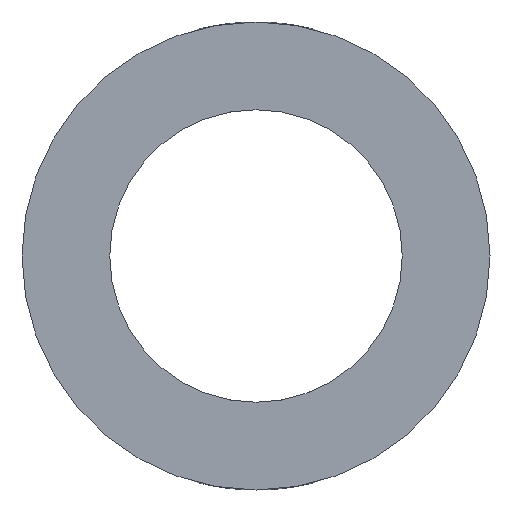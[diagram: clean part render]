
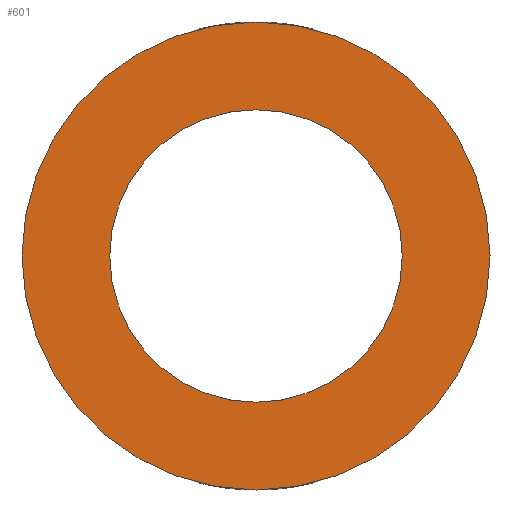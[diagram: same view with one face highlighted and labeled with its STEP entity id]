
A CAD part, front view. The second image highlights one B-rep face of the part: STEP entity #601.
In plain terms, the highlighted planar face has unit normal (0, -1, 0).
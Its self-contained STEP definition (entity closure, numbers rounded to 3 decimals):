
#7 = DIRECTION ( 'NONE',  ( 0., 0., 1. ) ) ;
#14 = VERTEX_POINT ( 'NONE', #259 ) ;
#16 = DIRECTION ( 'NONE',  ( 0., 0., 1. ) ) ;
#33 = ORIENTED_EDGE ( 'NONE', *, *, #42, .T. ) ;
#42 = EDGE_CURVE ( 'NONE', #141, #14, #150, .T. ) ;
#68 = CIRCLE ( 'NONE', #79, 12. ) ;
#79 = AXIS2_PLACEMENT_3D ( 'NONE', #425, #157, #7 ) ;
#81 = CARTESIAN_POINT ( 'NONE',  ( 0., -7., 12. ) ) ;
#93 = ORIENTED_EDGE ( 'NONE', *, *, #536, .F. ) ;
#100 = ORIENTED_EDGE ( 'NONE', *, *, #499, .T. ) ;
#109 = DIRECTION ( 'NONE',  ( 0., 1., 0. ) ) ;
#134 = CARTESIAN_POINT ( 'NONE',  ( 0., -7., -12. ) ) ;
#141 = VERTEX_POINT ( 'NONE', #481 ) ;
#150 = CIRCLE ( 'NONE', #190, 7.5 ) ;
#157 = DIRECTION ( 'NONE',  ( 0., 1., 0. ) ) ;
#181 = ORIENTED_EDGE ( 'NONE', *, *, #351, .F. ) ;
#190 = AXIS2_PLACEMENT_3D ( 'NONE', #430, #625, #219 ) ;
#207 = CARTESIAN_POINT ( 'NONE',  ( 0., -7., 0. ) ) ;
#219 = DIRECTION ( 'NONE',  ( 0., 0., 1. ) ) ;
#259 = CARTESIAN_POINT ( 'NONE',  ( 0., -7., -7.5 ) ) ;
#260 = FACE_BOUND ( 'NONE', #525, .T. ) ;
#309 = CARTESIAN_POINT ( 'NONE',  ( 0., -7., 0. ) ) ;
#351 = EDGE_CURVE ( 'NONE', #657, #450, #509, .T. ) ;
#363 = DIRECTION ( 'NONE',  ( 0., 0., 1. ) ) ;
#380 = AXIS2_PLACEMENT_3D ( 'NONE', #631, #418, #363 ) ;
#412 = DIRECTION ( 'NONE',  ( 0., 0., 1. ) ) ;
#418 = DIRECTION ( 'NONE',  ( 0., 1., 0. ) ) ;
#425 = CARTESIAN_POINT ( 'NONE',  ( 0., -7., 0. ) ) ;
#430 = CARTESIAN_POINT ( 'NONE',  ( 0., -7., 0. ) ) ;
#444 = CIRCLE ( 'NONE', #380, 7.5 ) ;
#450 = VERTEX_POINT ( 'NONE', #81 ) ;
#481 = CARTESIAN_POINT ( 'NONE',  ( 0., -7., 7.5 ) ) ;
#483 = DIRECTION ( 'NONE',  ( 0., 1., 0. ) ) ;
#499 = EDGE_CURVE ( 'NONE', #14, #141, #444, .T. ) ;
#509 = CIRCLE ( 'NONE', #595, 12. ) ;
#517 = PLANE ( 'NONE',  #635 ) ;
#525 = EDGE_LOOP ( 'NONE', ( #100, #33 ) ) ;
#536 = EDGE_CURVE ( 'NONE', #450, #657, #68, .T. ) ;
#575 = FACE_OUTER_BOUND ( 'NONE', #613, .T. ) ;
#595 = AXIS2_PLACEMENT_3D ( 'NONE', #207, #483, #16 ) ;
#601 = ADVANCED_FACE ( 'NONE', ( #575, #260 ), #517, .F. ) ;
#613 = EDGE_LOOP ( 'NONE', ( #181, #93 ) ) ;
#625 = DIRECTION ( 'NONE',  ( 0., 1., 0. ) ) ;
#631 = CARTESIAN_POINT ( 'NONE',  ( 0., -7., 0. ) ) ;
#635 = AXIS2_PLACEMENT_3D ( 'NONE', #309, #109, #412 ) ;
#657 = VERTEX_POINT ( 'NONE', #134 ) ;
